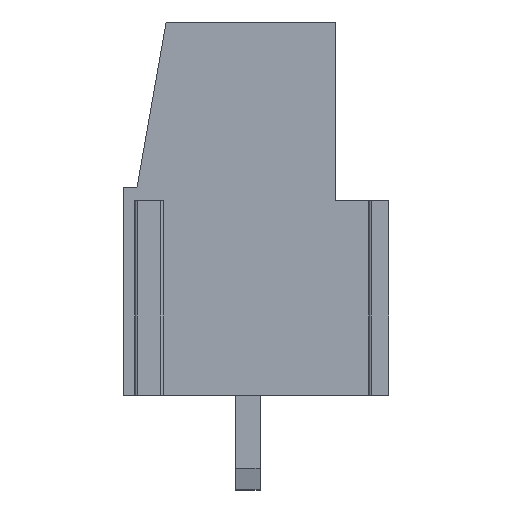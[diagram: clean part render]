
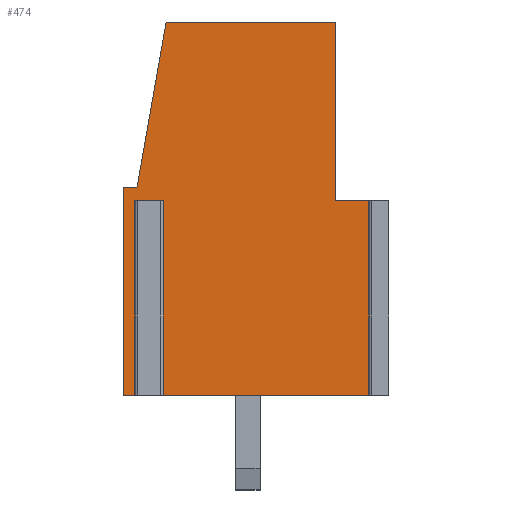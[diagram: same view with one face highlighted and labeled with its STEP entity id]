
A CAD part, left-side view. The second image highlights one B-rep face of the part: STEP entity #474.
In plain terms, the highlighted planar face has unit normal (-1, 0, 0).
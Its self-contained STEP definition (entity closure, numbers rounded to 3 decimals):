
#474 = ADVANCED_FACE( '', ( #973 ), #974, .T. );
#973 = FACE_OUTER_BOUND( '', #1517, .T. );
#974 = PLANE( '', #1518 );
#1517 = EDGE_LOOP( '', ( #2707, #2708, #2709, #2710, #2711, #2712, #2713, #2714, #2715, #2716, #2717, #2718 ) );
#1518 = AXIS2_PLACEMENT_3D( '', #2719, #2720, #2721 );
#2707 = ORIENTED_EDGE( '', *, *, #3764, .F. );
#2708 = ORIENTED_EDGE( '', *, *, #3687, .T. );
#2709 = ORIENTED_EDGE( '', *, *, #3896, .F. );
#2710 = ORIENTED_EDGE( '', *, *, #3760, .F. );
#2711 = ORIENTED_EDGE( '', *, *, #3477, .F. );
#2712 = ORIENTED_EDGE( '', *, *, #3617, .F. );
#2713 = ORIENTED_EDGE( '', *, *, #3897, .F. );
#2714 = ORIENTED_EDGE( '', *, *, #3596, .T. );
#2715 = ORIENTED_EDGE( '', *, *, #3898, .F. );
#2716 = ORIENTED_EDGE( '', *, *, #3865, .T. );
#2717 = ORIENTED_EDGE( '', *, *, #3719, .F. );
#2718 = ORIENTED_EDGE( '', *, *, #3590, .T. );
#2719 = CARTESIAN_POINT( '', ( -2.54, 0., 0. ) );
#2720 = DIRECTION( '', ( -1., 0., 0. ) );
#2721 = DIRECTION( '', ( 0., 0., 1. ) );
#3477 = EDGE_CURVE( '', #4202, #4203, #4204, .T. );
#3590 = EDGE_CURVE( '', #4400, #4398, #4401, .T. );
#3596 = EDGE_CURVE( '', #4412, #4410, #4413, .T. );
#3617 = EDGE_CURVE( '', #4447, #4202, #4449, .T. );
#3687 = EDGE_CURVE( '', #4558, #4556, #4559, .T. );
#3719 = EDGE_CURVE( '', #4400, #4606, #4607, .T. );
#3760 = EDGE_CURVE( '', #4203, #4668, #4669, .T. );
#3764 = EDGE_CURVE( '', #4558, #4398, #4674, .T. );
#3865 = EDGE_CURVE( '', #4809, #4606, #4810, .T. );
#3896 = EDGE_CURVE( '', #4668, #4556, #4849, .T. );
#3897 = EDGE_CURVE( '', #4412, #4447, #4850, .T. );
#3898 = EDGE_CURVE( '', #4809, #4410, #4851, .T. );
#4202 = VERTEX_POINT( '', #5243 );
#4203 = VERTEX_POINT( '', #5244 );
#4204 = LINE( '', #5245, #5246 );
#4398 = VERTEX_POINT( '', #5534 );
#4400 = VERTEX_POINT( '', #5537 );
#4401 = LINE( '', #5538, #5539 );
#4410 = VERTEX_POINT( '', #5550 );
#4412 = VERTEX_POINT( '', #5553 );
#4413 = LINE( '', #5554, #5555 );
#4447 = VERTEX_POINT( '', #5606 );
#4449 = LINE( '', #5609, #5610 );
#4556 = VERTEX_POINT( '', #5766 );
#4558 = VERTEX_POINT( '', #5769 );
#4559 = LINE( '', #5770, #5771 );
#4606 = VERTEX_POINT( '', #5838 );
#4607 = LINE( '', #5839, #5840 );
#4668 = VERTEX_POINT( '', #5927 );
#4669 = LINE( '', #5928, #5929 );
#4674 = LINE( '', #5936, #5937 );
#4809 = VERTEX_POINT( '', #6133 );
#4810 = LINE( '', #6134, #6135 );
#4849 = LINE( '', #6194, #6195 );
#4850 = LINE( '', #6196, #6197 );
#4851 = LINE( '', #6198, #6199 );
#5243 = CARTESIAN_POINT( '', ( -2.54, -0.5, 7.7 ) );
#5244 = CARTESIAN_POINT( '', ( -2.54, -1.576, 13.8 ) );
#5245 = CARTESIAN_POINT( '', ( -2.54, 2.885, -11.5 ) );
#5246 = VECTOR( '', #6516, 1000. );
#5534 = CARTESIAN_POINT( '', ( -2.54, -9.346, 0. ) );
#5537 = CARTESIAN_POINT( '', ( -2.54, -1.204, 0. ) );
#5538 = CARTESIAN_POINT( '', ( -2.54, 0., 0. ) );
#5539 = VECTOR( '', #6624, 1000. );
#5550 = CARTESIAN_POINT( '', ( -2.54, -0.696, 0. ) );
#5553 = CARTESIAN_POINT( '', ( -2.54, 0., 0. ) );
#5554 = CARTESIAN_POINT( '', ( -2.54, 0., 0. ) );
#5555 = VECTOR( '', #6634, 1000. );
#5606 = CARTESIAN_POINT( '', ( -2.54, 0., 7.7 ) );
#5609 = CARTESIAN_POINT( '', ( -2.54, 0., 7.7 ) );
#5610 = VECTOR( '', #6653, 1000. );
#5766 = CARTESIAN_POINT( '', ( -2.54, -7.85, 7.2 ) );
#5769 = CARTESIAN_POINT( '', ( -2.54, -9.346, 7.2 ) );
#5770 = CARTESIAN_POINT( '', ( -2.54, 0., 7.2 ) );
#5771 = VECTOR( '', #6713, 1000. );
#5838 = CARTESIAN_POINT( '', ( -2.54, -1.204, 7.2 ) );
#5839 = CARTESIAN_POINT( '', ( -2.54, -1.204, -11.5 ) );
#5840 = VECTOR( '', #6743, 1000. );
#5927 = CARTESIAN_POINT( '', ( -2.54, -7.85, 13.8 ) );
#5928 = CARTESIAN_POINT( '', ( -2.54, 0., 13.8 ) );
#5929 = VECTOR( '', #6782, 1000. );
#5936 = CARTESIAN_POINT( '', ( -2.54, -9.346, -11.5 ) );
#5937 = VECTOR( '', #6785, 1000. );
#6133 = CARTESIAN_POINT( '', ( -2.54, -0.696, 7.2 ) );
#6134 = CARTESIAN_POINT( '', ( -2.54, 0., 7.2 ) );
#6135 = VECTOR( '', #6871, 1000. );
#6194 = CARTESIAN_POINT( '', ( -2.54, -7.85, -11.5 ) );
#6195 = VECTOR( '', #6892, 1000. );
#6196 = CARTESIAN_POINT( '', ( -2.54, 0., -11.5 ) );
#6197 = VECTOR( '', #6893, 1000. );
#6198 = CARTESIAN_POINT( '', ( -2.54, -0.696, -11.5 ) );
#6199 = VECTOR( '', #6894, 1000. );
#6516 = DIRECTION( '', ( 0., -0.174, 0.985 ) );
#6624 = DIRECTION( '', ( 0., -1., 0. ) );
#6634 = DIRECTION( '', ( 0., -1., 0. ) );
#6653 = DIRECTION( '', ( 0., -1., 0. ) );
#6713 = DIRECTION( '', ( 0., 1., 0. ) );
#6743 = DIRECTION( '', ( 0., 0., 1. ) );
#6782 = DIRECTION( '', ( 0., -1., 0. ) );
#6785 = DIRECTION( '', ( 0., 0., -1. ) );
#6871 = DIRECTION( '', ( 0., -1., 0. ) );
#6892 = DIRECTION( '', ( 0., 0., -1. ) );
#6893 = DIRECTION( '', ( 0., 0., 1. ) );
#6894 = DIRECTION( '', ( 0., 0., -1. ) );
